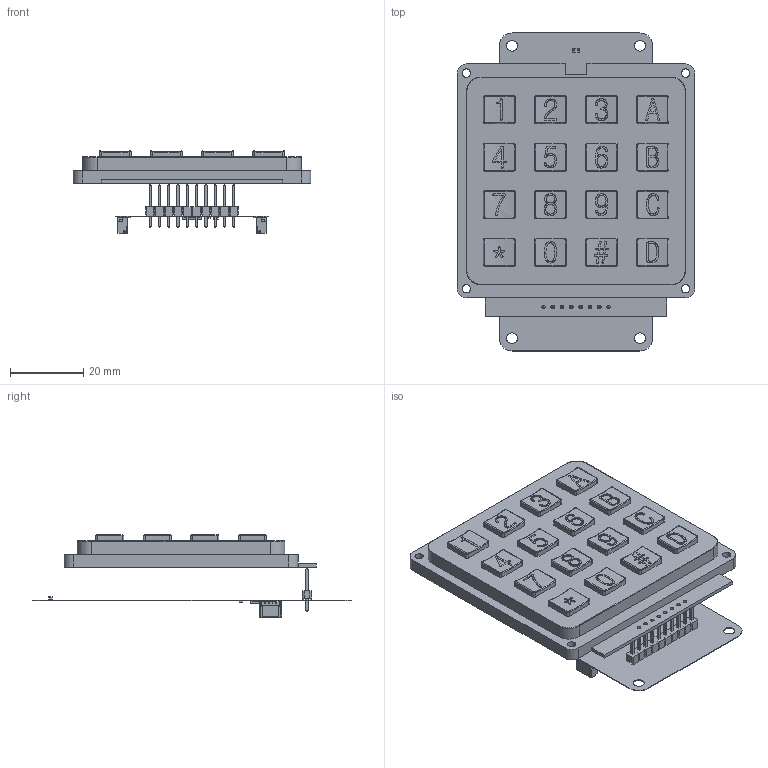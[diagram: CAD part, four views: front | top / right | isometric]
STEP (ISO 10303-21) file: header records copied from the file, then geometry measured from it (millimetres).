
FILE_DESCRIPTION(('Open CASCADE Model'),'2;1');
FILE_NAME('Open CASCADE Shape Model','2025-04-23T07:21:39',('Author'),( 'Open CASCADE'),'Open CASCADE STEP processor 7.5','Open CASCADE 7.5' ,'Unknown');
FILE_SCHEMA(('AUTOMOTIVE_DESIGN { 1 0 10303 214 1 1 1 1 }'));
Length unit declared in the file: millimetre
Products named in the file (34): PCB; Board; Open CASCADE STEP translator 7.5 5.1.1; STAT1; 0603 LED Green; Solid1; Solid4; U; DUELink-U-Connector-BM04B-SRSS-TB; D; DUELink-Connector-BM04B-SRSS-TB; P1; 61301011121; 6130xx11121_PIN; R4; User Library-R SMD 0402; User Library-R SMD 0402_0402 BODY; User Library-R SMD 0402_0402 PAD; User Library-R SMD 0402_0402 OPIS; C2; 0805 SMD Capacitor; C1; C0402; Free-Models; KlavesniceTlacitkovaSolid; STM32-QFN32
Assembly tree (44 placements, depth 4):
  PCB
    Board
      Open CASCADE STEP translator 7.5 5.1.1
    STAT1
      0603 LED Green
        Solid1
        Solid4
        Solid1
        Solid1
        Solid4
        Solid1
        Solid1
        Solid1
    U
      DUELink-U-Connector-BM04B-SRSS-TB
    D
      DUELink-Connector-BM04B-SRSS-TB
    P1
      61301011121
        6130xx11121_PIN  x10
        61301011121
    R4
      User Library-R SMD 0402
        User Library-R SMD 0402_0402 BODY
        User Library-R SMD 0402_0402 PAD  x2
        User Library-R SMD 0402_0402 OPIS
    C2
      0805 SMD Capacitor
    C1
      C0402
    Free-Models
      KlavesniceTlacitkovaSolid  x2
      KlavesniceTlacitkovaSolid
      STM32-QFN32
Bounding box: 65 x 87 x 22.48 mm (x, y, z)
Volume: 87178.4 mm3; surface area: 42620.3 mm2
Topology: 93 solids, 93 shells, 6090 faces, 18044 edges, 13716 vertices
Faces by surface type: plane 4987, cylinder 703, bspline 276, revolution 116, sphere 8
Full cylindrical faces by diameter (mm): 1 x24, 1.016 x2, 1.1 x10, 2.3 x12, 3 x4
Entity records: 207361 total; most frequent: CARTESIAN_POINT 54181, DIRECTION 24651, ORIENTED_EDGE 24134, EDGE_CURVE 12067, AXIS2_PLACEMENT_3D 8450, VERTEX_POINT 7902, LINE 7671, VECTOR 7671
